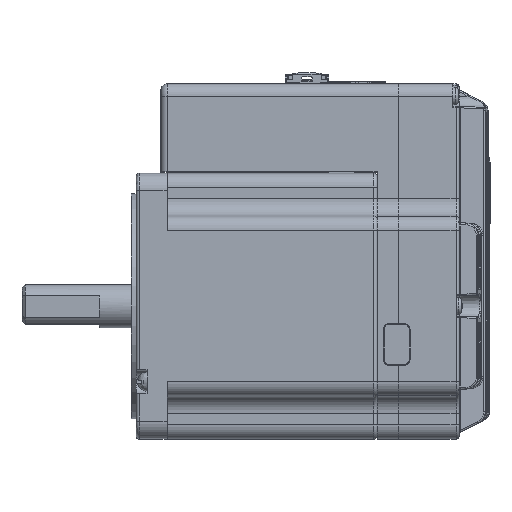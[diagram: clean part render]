
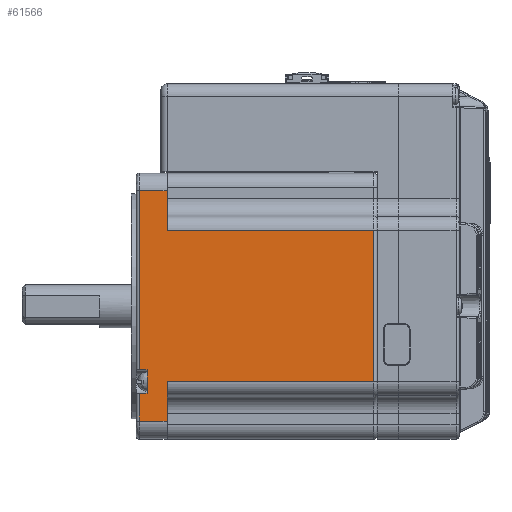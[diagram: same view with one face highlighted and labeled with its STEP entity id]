
A CAD part, top view. The second image highlights one B-rep face of the part: STEP entity #61566.
In plain terms, the highlighted face is planar.
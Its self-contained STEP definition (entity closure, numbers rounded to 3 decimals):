
#1617 = VECTOR ( 'NONE', #42570, 1000. ) ;
#2603 = VERTEX_POINT ( 'NONE', #122202 ) ;
#3996 = EDGE_CURVE ( 'NONE', #27167, #68165, #51932, .T. ) ;
#5824 = LINE ( 'NONE', #66868, #62393 ) ;
#11753 = VECTOR ( 'NONE', #63209, 1000. ) ;
#12355 = VERTEX_POINT ( 'NONE', #106077 ) ;
#13697 = EDGE_CURVE ( 'NONE', #69238, #57693, #125142, .T. ) ;
#19928 = EDGE_CURVE ( 'NONE', #82433, #12355, #33594, .T. ) ;
#20765 = LINE ( 'NONE', #159003, #128015 ) ;
#22053 = EDGE_CURVE ( 'NONE', #47943, #27167, #20765, .T. ) ;
#22193 = VECTOR ( 'NONE', #26344, 1000. ) ;
#25301 = CARTESIAN_POINT ( 'NONE',  ( -119.958, -93.84, -10. ) ) ;
#25520 = CARTESIAN_POINT ( 'NONE',  ( -119.958, -99.54, 0. ) ) ;
#26018 = CARTESIAN_POINT ( 'NONE',  ( -119.958, -19.24, -10. ) ) ;
#26344 = DIRECTION ( 'NONE',  ( 0., 0., 1. ) ) ;
#27167 = VERTEX_POINT ( 'NONE', #148972 ) ;
#31191 = ORIENTED_EDGE ( 'NONE', *, *, #3996, .T. ) ;
#33594 = LINE ( 'NONE', #125332, #124651 ) ;
#35560 = CARTESIAN_POINT ( 'NONE',  ( -119.958, -99.54, -1. ) ) ;
#35664 = CARTESIAN_POINT ( 'NONE',  ( -119.958, -31.94, -10. ) ) ;
#35711 = VECTOR ( 'NONE', #136043, 1000. ) ;
#35928 = CARTESIAN_POINT ( 'NONE',  ( -119.958, -28.24, 0. ) ) ;
#36276 = LINE ( 'NONE', #52917, #22193 ) ;
#36592 = EDGE_CURVE ( 'NONE', #2603, #47943, #5824, .T. ) ;
#36831 = PLANE ( 'NONE',  #148795 ) ;
#38092 = CARTESIAN_POINT ( 'NONE',  ( -119.958, -35.84, -3.5 ) ) ;
#40192 = EDGE_LOOP ( 'NONE', ( #47676, #132354, #150768, #31191, #55476, #96438, #77389, #92943, #157344, #155394, #51440, #65177 ) ) ;
#41111 = EDGE_CURVE ( 'NONE', #161449, #82433, #77181, .T. ) ;
#42279 = EDGE_CURVE ( 'NONE', #2603, #57693, #36276, .T. ) ;
#42570 = DIRECTION ( 'NONE',  ( 0., -1., 0. ) ) ;
#46047 = CARTESIAN_POINT ( 'NONE',  ( -119.958, -99.54, -10. ) ) ;
#47676 = ORIENTED_EDGE ( 'NONE', *, *, #42279, .F. ) ;
#47943 = VERTEX_POINT ( 'NONE', #129021 ) ;
#48111 = FACE_OUTER_BOUND ( 'NONE', #40192, .T. ) ;
#51440 = ORIENTED_EDGE ( 'NONE', *, *, #163334, .T. ) ;
#51932 = LINE ( 'NONE', #46047, #35711 ) ;
#52653 = DIRECTION ( 'NONE',  ( 0., 0., -1. ) ) ;
#52917 = CARTESIAN_POINT ( 'NONE',  ( -119.958, -31.94, -10. ) ) ;
#53442 = VECTOR ( 'NONE', #73990, 1000. ) ;
#54842 = DIRECTION ( 'NONE',  ( 0., 1., 0. ) ) ;
#54889 = DIRECTION ( 'NONE',  ( 0., 0., 1. ) ) ;
#55476 = ORIENTED_EDGE ( 'NONE', *, *, #67875, .T. ) ;
#57693 = VERTEX_POINT ( 'NONE', #35664 ) ;
#57903 = LINE ( 'NONE', #35928, #152947 ) ;
#61566 = ADVANCED_FACE ( 'NONE', ( #48111 ), #36831, .T. ) ;
#61798 = VERTEX_POINT ( 'NONE', #134110 ) ;
#62393 = VECTOR ( 'NONE', #65230, 1000. ) ;
#63209 = DIRECTION ( 'NONE',  ( 0., 0., 1. ) ) ;
#63472 = LINE ( 'NONE', #35560, #53442 ) ;
#63974 = CARTESIAN_POINT ( 'NONE',  ( -119.958, -35.84, 0. ) ) ;
#65177 = ORIENTED_EDGE ( 'NONE', *, *, #13697, .T. ) ;
#65230 = DIRECTION ( 'NONE',  ( 0., -1., 0. ) ) ;
#66868 = CARTESIAN_POINT ( 'NONE',  ( -119.958, -81.14, -77. ) ) ;
#67875 = EDGE_CURVE ( 'NONE', #68165, #134082, #114894, .T. ) ;
#68165 = VERTEX_POINT ( 'NONE', #25301 ) ;
#68930 = CARTESIAN_POINT ( 'NONE',  ( -119.958, -19.24, -1. ) ) ;
#69238 = VERTEX_POINT ( 'NONE', #26018 ) ;
#73109 = VECTOR ( 'NONE', #52653, 1000. ) ;
#73990 = DIRECTION ( 'NONE',  ( 0., 1., 0. ) ) ;
#75471 = DIRECTION ( 'NONE',  ( 0., 1., 0. ) ) ;
#77181 = LINE ( 'NONE', #63974, #73109 ) ;
#77389 = ORIENTED_EDGE ( 'NONE', *, *, #41111, .T. ) ;
#80863 = CARTESIAN_POINT ( 'NONE',  ( -119.958, -99.54, -1. ) ) ;
#82433 = VERTEX_POINT ( 'NONE', #38092 ) ;
#91680 = DIRECTION ( 'NONE',  ( 0., 0., -1. ) ) ;
#92943 = ORIENTED_EDGE ( 'NONE', *, *, #19928, .T. ) ;
#95142 = EDGE_CURVE ( 'NONE', #134082, #161449, #119999, .T. ) ;
#96438 = ORIENTED_EDGE ( 'NONE', *, *, #95142, .T. ) ;
#99269 = DIRECTION ( 'NONE',  ( 0., 0., 1. ) ) ;
#101851 = DIRECTION ( 'NONE',  ( 0., 0., 1. ) ) ;
#103700 = VECTOR ( 'NONE', #54842, 1000. ) ;
#106077 = CARTESIAN_POINT ( 'NONE',  ( -119.958, -28.24, -3.5 ) ) ;
#108777 = CARTESIAN_POINT ( 'NONE',  ( -119.958, -35.84, -1. ) ) ;
#113902 = CARTESIAN_POINT ( 'NONE',  ( -119.958, -93.84, -1. ) ) ;
#114894 = LINE ( 'NONE', #127742, #11753 ) ;
#119999 = LINE ( 'NONE', #80863, #103700 ) ;
#122202 = CARTESIAN_POINT ( 'NONE',  ( -119.958, -31.94, -77. ) ) ;
#124651 = VECTOR ( 'NONE', #75471, 1000. ) ;
#124804 = VERTEX_POINT ( 'NONE', #68930 ) ;
#125142 = LINE ( 'NONE', #134807, #1617 ) ;
#125332 = CARTESIAN_POINT ( 'NONE',  ( -119.958, -99.54, -3.5 ) ) ;
#127742 = CARTESIAN_POINT ( 'NONE',  ( -119.958, -93.84, 0. ) ) ;
#128015 = VECTOR ( 'NONE', #54889, 1000. ) ;
#129021 = CARTESIAN_POINT ( 'NONE',  ( -119.958, -81.14, -77. ) ) ;
#130728 = VECTOR ( 'NONE', #91680, 1000. ) ;
#132354 = ORIENTED_EDGE ( 'NONE', *, *, #36592, .T. ) ;
#134082 = VERTEX_POINT ( 'NONE', #113902 ) ;
#134110 = CARTESIAN_POINT ( 'NONE',  ( -119.958, -28.24, -1. ) ) ;
#134807 = CARTESIAN_POINT ( 'NONE',  ( -119.958, -99.54, -10. ) ) ;
#136043 = DIRECTION ( 'NONE',  ( 0., -1., 0. ) ) ;
#148795 = AXIS2_PLACEMENT_3D ( 'NONE', #25520, #167479, #101851 ) ;
#148972 = CARTESIAN_POINT ( 'NONE',  ( -119.958, -81.14, -10. ) ) ;
#150736 = EDGE_CURVE ( 'NONE', #12355, #61798, #57903, .T. ) ;
#150768 = ORIENTED_EDGE ( 'NONE', *, *, #22053, .T. ) ;
#152947 = VECTOR ( 'NONE', #99269, 1000. ) ;
#155394 = ORIENTED_EDGE ( 'NONE', *, *, #165191, .T. ) ;
#156268 = CARTESIAN_POINT ( 'NONE',  ( -119.958, -19.24, 0. ) ) ;
#157344 = ORIENTED_EDGE ( 'NONE', *, *, #150736, .T. ) ;
#159003 = CARTESIAN_POINT ( 'NONE',  ( -119.958, -81.14, 0. ) ) ;
#159175 = LINE ( 'NONE', #156268, #130728 ) ;
#161449 = VERTEX_POINT ( 'NONE', #108777 ) ;
#163334 = EDGE_CURVE ( 'NONE', #124804, #69238, #159175, .T. ) ;
#165191 = EDGE_CURVE ( 'NONE', #61798, #124804, #63472, .T. ) ;
#167479 = DIRECTION ( 'NONE',  ( -1., 0., 0. ) ) ;
